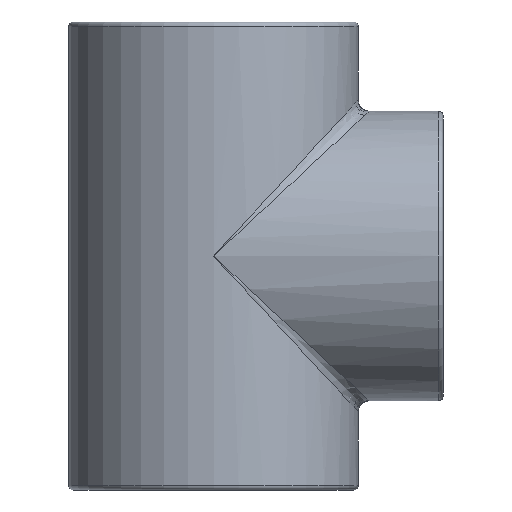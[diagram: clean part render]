
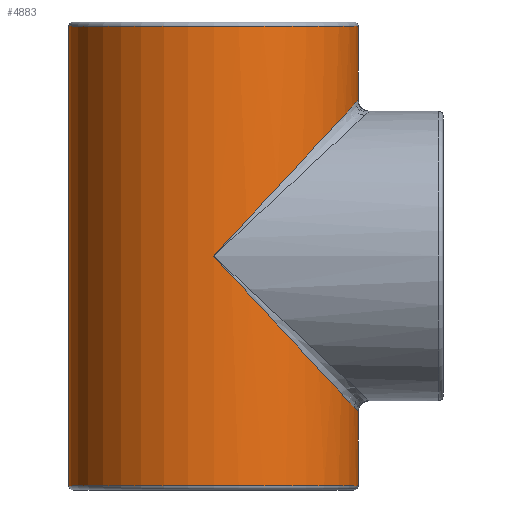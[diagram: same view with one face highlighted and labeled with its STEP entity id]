
A CAD part, front view. The second image highlights one B-rep face of the part: STEP entity #4883.
In plain terms, the highlighted cylindrical face has radius 32.75 mm (diameter 65.5 mm), a partial arc.
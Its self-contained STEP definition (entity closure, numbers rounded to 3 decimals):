
#649 = LINE ( 'NONE', #650, #4899 ) ;
#650 = CARTESIAN_POINT ( 'NONE',  ( 32.75, 0., 53. ) ) ;
#651 = DIRECTION ( 'NONE',  ( 0., 0., -1. ) ) ;
#660 = LINE ( 'NONE', #661, #4902 ) ;
#661 = CARTESIAN_POINT ( 'NONE',  ( 32.75, 0., 53. ) ) ;
#662 = DIRECTION ( 'NONE',  ( 0., 0., -1. ) ) ;
#663 = LINE ( 'NONE', #664, #4903 ) ;
#664 = CARTESIAN_POINT ( 'NONE',  ( -32.75, 0., 53. ) ) ;
#665 = DIRECTION ( 'NONE',  ( 0., 0., -1. ) ) ;
#1874 = EDGE_CURVE ( 'NONE', #5792, #5784, #4673, .T. ) ;
#1875 = EDGE_CURVE ( 'NONE', #5836, #5834, #4663, .T. ) ;
#1876 = EDGE_CURVE ( 'NONE', #5866, #6195, #2837, .T. ) ;
#1877 = EDGE_CURVE ( 'NONE', #6195, #5852, #2838, .T. ) ;
#2015 = EDGE_CURVE ( 'NONE', #5792, #5852, #649, .T. ) ;
#2018 = EDGE_CURVE ( 'NONE', #5866, #5834, #660, .T. ) ;
#2019 = EDGE_CURVE ( 'NONE', #5784, #5836, #663, .T. ) ;
#2837 =( BOUNDED_CURVE ( )  B_SPLINE_CURVE ( 3, ( #8675, #8676, #8680, #8681 ),
 .UNSPECIFIED., .F., .T. ) 
 B_SPLINE_CURVE_WITH_KNOTS ( ( 4, 4 ),
 ( 3.142, 4.712 ),
 .UNSPECIFIED. ) 
 CURVE ( )  GEOMETRIC_REPRESENTATION_ITEM ( )  RATIONAL_B_SPLINE_CURVE ( ( 1., 0.805, 0.805, 1. ) ) 
 REPRESENTATION_ITEM ( '' )  );
#2838 =( BOUNDED_CURVE ( )  B_SPLINE_CURVE ( 3, ( #8671, #8682, #8683, #8684 ),
 .UNSPECIFIED., .F., .T. ) 
 B_SPLINE_CURVE_WITH_KNOTS ( ( 4, 4 ),
 ( 1.571, 3.142 ),
 .UNSPECIFIED. ) 
 CURVE ( )  GEOMETRIC_REPRESENTATION_ITEM ( )  RATIONAL_B_SPLINE_CURVE ( ( 1., 0.805, 0.805, 1. ) ) 
 REPRESENTATION_ITEM ( '' )  );
#4663 = CIRCLE ( 'NONE', #4684, 32.75 ) ;
#4673 = CIRCLE ( 'NONE', #4675, 32.75 ) ;
#4675 = AXIS2_PLACEMENT_3D ( 'NONE', #8672, #8673, #8674 ) ;
#4684 = AXIS2_PLACEMENT_3D ( 'NONE', #8677, #8678, #8679 ) ;
#4883 = ADVANCED_FACE ( 'NONE', ( #14306 ), #14308, .T. ) ;
#4899 = VECTOR ( 'NONE', #651, 1000. ) ;
#4902 = VECTOR ( 'NONE', #662, 1000. ) ;
#4903 = VECTOR ( 'NONE', #665, 1000. ) ;
#5071 = ORIENTED_EDGE ( 'NONE', *, *, #2015, .F. ) ;
#5072 = ORIENTED_EDGE ( 'NONE', *, *, #1874, .T. ) ;
#5074 = ORIENTED_EDGE ( 'NONE', *, *, #2019, .T. ) ;
#5076 = ORIENTED_EDGE ( 'NONE', *, *, #1875, .T. ) ;
#5078 = ORIENTED_EDGE ( 'NONE', *, *, #2018, .F. ) ;
#5080 = ORIENTED_EDGE ( 'NONE', *, *, #1876, .T. ) ;
#5082 = ORIENTED_EDGE ( 'NONE', *, *, #1877, .T. ) ;
#5203 = EDGE_LOOP ( 'NONE', ( #5071, #5072, #5074, #5076, #5078, #5080, #5082 ) ) ;
#5784 = VERTEX_POINT ( 'NONE', #14314 ) ;
#5792 = VERTEX_POINT ( 'NONE', #14310 ) ;
#5834 = VERTEX_POINT ( 'NONE', #14339 ) ;
#5836 = VERTEX_POINT ( 'NONE', #14340 ) ;
#5852 = VERTEX_POINT ( 'NONE', #14348 ) ;
#5866 = VERTEX_POINT ( 'NONE', #14355 ) ;
#6195 = VERTEX_POINT ( 'NONE', #14519 ) ;
#8671 = CARTESIAN_POINT ( 'NONE',  ( 0., -32.75, 0. ) ) ;
#8672 = CARTESIAN_POINT ( 'NONE',  ( 0., 0., 52. ) ) ;
#8673 = DIRECTION ( 'NONE',  ( 0., 0., -1. ) ) ;
#8674 = DIRECTION ( 'NONE',  ( 1., 0., 0. ) ) ;
#8675 = CARTESIAN_POINT ( 'NONE',  ( 32.75, 0., -35.25 ) ) ;
#8676 = CARTESIAN_POINT ( 'NONE',  ( 32.75, -19.185, -35.25 ) ) ;
#8677 = CARTESIAN_POINT ( 'NONE',  ( 0., 0., -52. ) ) ;
#8678 = DIRECTION ( 'NONE',  ( 0., 0., 1. ) ) ;
#8679 = DIRECTION ( 'NONE',  ( 1., 0., 0. ) ) ;
#8680 = CARTESIAN_POINT ( 'NONE',  ( 19.185, -32.75, -20.649 ) ) ;
#8681 = CARTESIAN_POINT ( 'NONE',  ( 0., -32.75, 0. ) ) ;
#8682 = CARTESIAN_POINT ( 'NONE',  ( 19.185, -32.75, 20.649 ) ) ;
#8683 = CARTESIAN_POINT ( 'NONE',  ( 32.75, -19.185, 35.25 ) ) ;
#8684 = CARTESIAN_POINT ( 'NONE',  ( 32.75, 0., 35.25 ) ) ;
#14302 = DIRECTION ( 'NONE',  ( 0., 0., -1. ) ) ;
#14306 = FACE_OUTER_BOUND ( 'NONE', #5203, .T. ) ;
#14307 = CARTESIAN_POINT ( 'NONE',  ( 0., 0., 53. ) ) ;
#14308 = CYLINDRICAL_SURFACE ( 'NONE', #17791, 32.75 ) ;
#14309 = DIRECTION ( 'NONE',  ( -1., 0., 0. ) ) ;
#14310 = CARTESIAN_POINT ( 'NONE',  ( 32.75, 0., 52. ) ) ;
#14314 = CARTESIAN_POINT ( 'NONE',  ( -32.75, 0., 52. ) ) ;
#14339 = CARTESIAN_POINT ( 'NONE',  ( 32.75, 0., -52. ) ) ;
#14340 = CARTESIAN_POINT ( 'NONE',  ( -32.75, 0., -52. ) ) ;
#14348 = CARTESIAN_POINT ( 'NONE',  ( 32.75, 0., 35.25 ) ) ;
#14355 = CARTESIAN_POINT ( 'NONE',  ( 32.75, 0., -35.25 ) ) ;
#14519 = CARTESIAN_POINT ( 'NONE',  ( 0., -32.75, 0. ) ) ;
#17791 = AXIS2_PLACEMENT_3D ( 'NONE', #14307, #14302, #14309 ) ;
